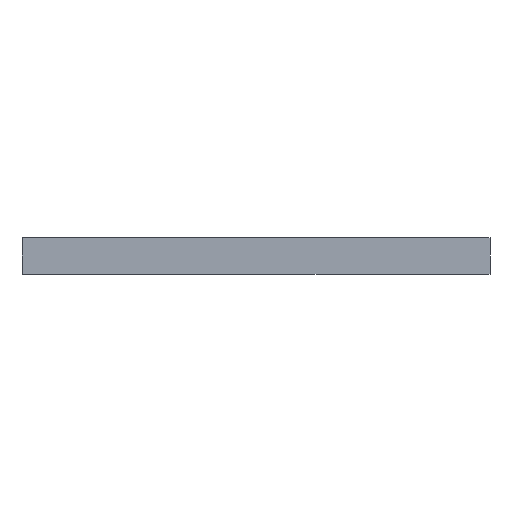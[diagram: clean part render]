
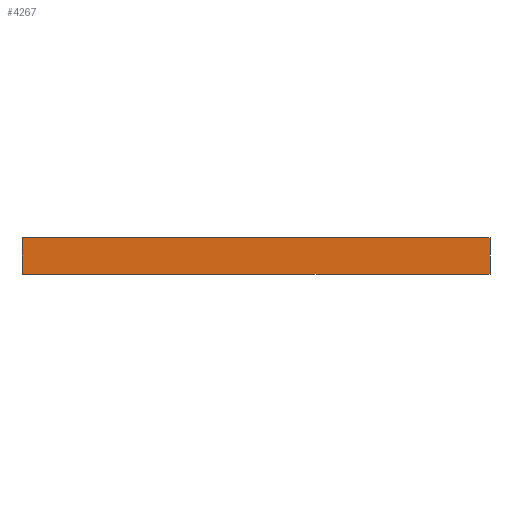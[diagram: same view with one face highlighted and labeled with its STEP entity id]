
A CAD part, front view. The second image highlights one B-rep face of the part: STEP entity #4267.
In plain terms, the highlighted planar face has unit normal (0, -1, 0).
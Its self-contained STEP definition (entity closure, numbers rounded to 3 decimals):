
#450=CARTESIAN_POINT('',(0.,0.,0.));
#451=VERTEX_POINT('Vertex38',#450);
#460=CARTESIAN_POINT('',(100.,0.,0.));
#461=VERTEX_POINT('Vertex39',#460);
#462=CARTESIAN_POINT('',(50.,0.,0.));
#463=DIRECTION('',(-1.,0.,0.));
#464=VECTOR('',#463,1.);
#465=LINE('',#462,#464);
#466=EDGE_CURVE('Edge45',#461,#451,#465,.T.);
#3046=CARTESIAN_POINT('',(0.,0.,-7.9));
#3047=VERTEX_POINT('Vertex191',#3046);
#3048=CARTESIAN_POINT('',(100.,0.,-7.9));
#3049=VERTEX_POINT('Vertex190',#3048);
#3050=CARTESIAN_POINT('',(50.,0.,-7.9));
#3051=DIRECTION('',(1.,0.,0.));
#3052=VECTOR('',#3051,1.);
#3053=LINE('',#3050,#3052);
#3054=EDGE_CURVE('Edge270',#3047,#3049,#3053,.T.);
#4237=CARTESIAN_POINT('',(100.,0.,-3.95));
#4238=DIRECTION('',(0.,0.,-1.));
#4239=VECTOR('',#4238,1.);
#4240=LINE('',#4237,#4239);
#4241=EDGE_CURVE('Edge370',#461,#3049,#4240,.T.);
#4251=ORIENTED_EDGE('Edgeuse704',*,*,#3054,.T.);
#4252=ORIENTED_EDGE('Edgeuse705',*,*,#4241,.F.);
#4253=ORIENTED_EDGE('Edgeuse706',*,*,#466,.T.);
#4254=CARTESIAN_POINT('',(0.,0.,-3.95));
#4255=DIRECTION('',(0.,0.,-1.));
#4256=VECTOR('',#4255,1.);
#4257=LINE('',#4254,#4256);
#4258=EDGE_CURVE('Edge371',#451,#3047,#4257,.T.);
#4259=ORIENTED_EDGE('Edgeuse707',*,*,#4258,.T.);
#4260=EDGE_LOOP('',(#4251,#4252,#4253,#4259));
#4261=FACE_OUTER_BOUND('',#4260,.T.);
#4262=CARTESIAN_POINT('',(50.,0.,-3.95));
#4263=DIRECTION('',(0.,-1.,0.));
#4264=DIRECTION('',(1.,0.,0.));
#4265=AXIS2_PLACEMENT_3D('',#4262,#4263,#4264);
#4266=PLANE('',#4265);
#4267=ADVANCED_FACE('Face126',(#4261),#4266,.T.);
